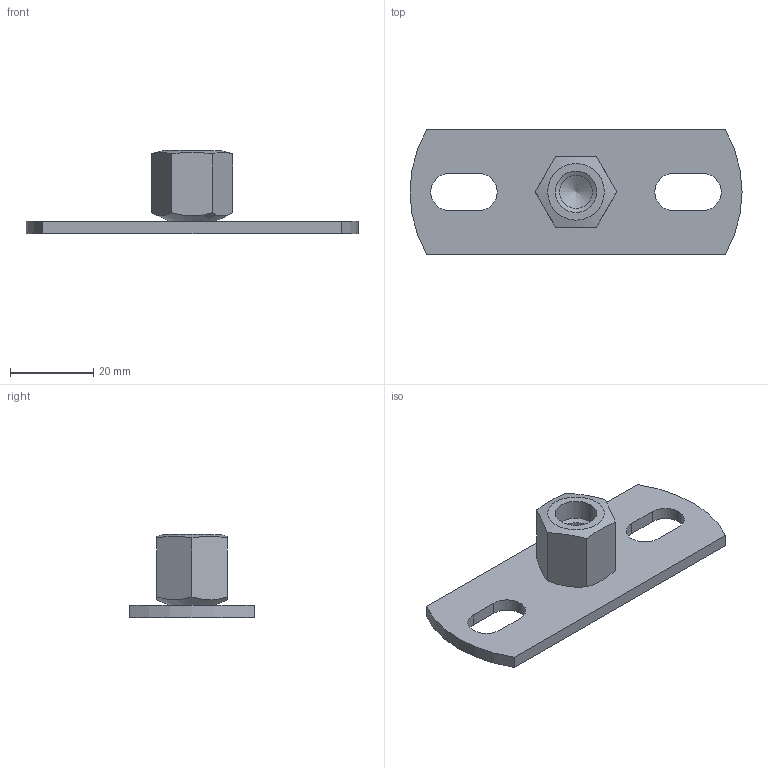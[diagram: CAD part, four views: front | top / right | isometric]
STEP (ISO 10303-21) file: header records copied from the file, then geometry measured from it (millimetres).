
FILE_DESCRIPTION((''),'2;1');
FILE_NAME('112397.stp','2010-01-28T13:51:03',('DMK009'),(''),'Autodesk Inventor 2010','Autodesk Inventor 2010','');
FILE_SCHEMA(('AUTOMOTIVE_DESIGN { 1 0 10303 214 1 1 1 1 }'));
Length unit declared in the file: millimetre
Products named in the file (3): 112397; 112397 Platte; Sechskant Kombihutmutter M8_M10 SW17
Assembly tree (2 placements, depth 2):
  112397
    112397 Platte
    Sechskant Kombihutmutter M8_M10 SW17
Bounding box: 80 x 30 x 20 mm (x, y, z)
Volume: 9668.7 mm3; surface area: 6693.9 mm2
Topology: 2 solids, 2 shells, 27 faces, 69 edges, 45 vertices
Faces by surface type: plane 13, bspline 10, cylinder 3, cone 1
Entity records: 989 total; most frequent: CARTESIAN_POINT 349, ORIENTED_EDGE 118, DIRECTION 108, EDGE_CURVE 59, VERTEX_POINT 41, AXIS2_PLACEMENT_3D 39, EDGE_LOOP 36, VECTOR 30
